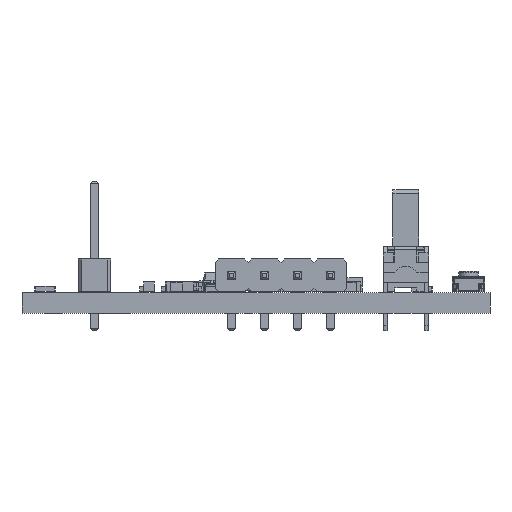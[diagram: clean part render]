
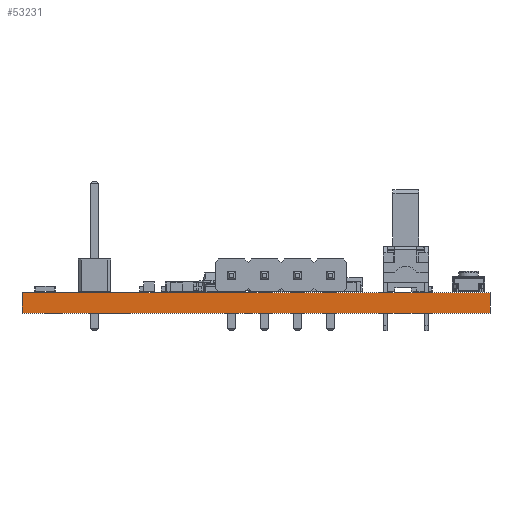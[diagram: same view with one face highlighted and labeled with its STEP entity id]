
A CAD part, left-side view. The second image highlights one B-rep face of the part: STEP entity #53231.
In plain terms, the highlighted planar face has unit normal (-1, 0, 0).
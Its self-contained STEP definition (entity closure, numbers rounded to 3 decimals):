
#53175 = VERTEX_POINT('',#53176);
#53176 = CARTESIAN_POINT('',(139.95,-119.85,1.6));
#53182 = EDGE_CURVE('',#53183,#53175,#53185,.T.);
#53183 = VERTEX_POINT('',#53184);
#53184 = CARTESIAN_POINT('',(139.95,-119.85,0.));
#53185 = LINE('',#53186,#53187);
#53186 = CARTESIAN_POINT('',(139.95,-119.85,0.));
#53187 = VECTOR('',#53188,1.);
#53188 = DIRECTION('',(0.,0.,1.));
#53231 = ADVANCED_FACE('',(#53232),#53257,.T.);
#53232 = FACE_BOUND('',#53233,.T.);
#53233 = EDGE_LOOP('',(#53234,#53235,#53243,#53251));
#53234 = ORIENTED_EDGE('',*,*,#53182,.T.);
#53235 = ORIENTED_EDGE('',*,*,#53236,.T.);
#53236 = EDGE_CURVE('',#53175,#53237,#53239,.T.);
#53237 = VERTEX_POINT('',#53238);
#53238 = CARTESIAN_POINT('',(139.95,-83.7,1.6));
#53239 = LINE('',#53240,#53241);
#53240 = CARTESIAN_POINT('',(139.95,-119.85,1.6));
#53241 = VECTOR('',#53242,1.);
#53242 = DIRECTION('',(0.,1.,0.));
#53243 = ORIENTED_EDGE('',*,*,#53244,.F.);
#53244 = EDGE_CURVE('',#53245,#53237,#53247,.T.);
#53245 = VERTEX_POINT('',#53246);
#53246 = CARTESIAN_POINT('',(139.95,-83.7,0.));
#53247 = LINE('',#53248,#53249);
#53248 = CARTESIAN_POINT('',(139.95,-83.7,0.));
#53249 = VECTOR('',#53250,1.);
#53250 = DIRECTION('',(0.,0.,1.));
#53251 = ORIENTED_EDGE('',*,*,#53252,.F.);
#53252 = EDGE_CURVE('',#53183,#53245,#53253,.T.);
#53253 = LINE('',#53254,#53255);
#53254 = CARTESIAN_POINT('',(139.95,-119.85,0.));
#53255 = VECTOR('',#53256,1.);
#53256 = DIRECTION('',(0.,1.,0.));
#53257 = PLANE('',#53258);
#53258 = AXIS2_PLACEMENT_3D('',#53259,#53260,#53261);
#53259 = CARTESIAN_POINT('',(139.95,-119.85,0.));
#53260 = DIRECTION('',(-1.,0.,0.));
#53261 = DIRECTION('',(0.,1.,0.));
